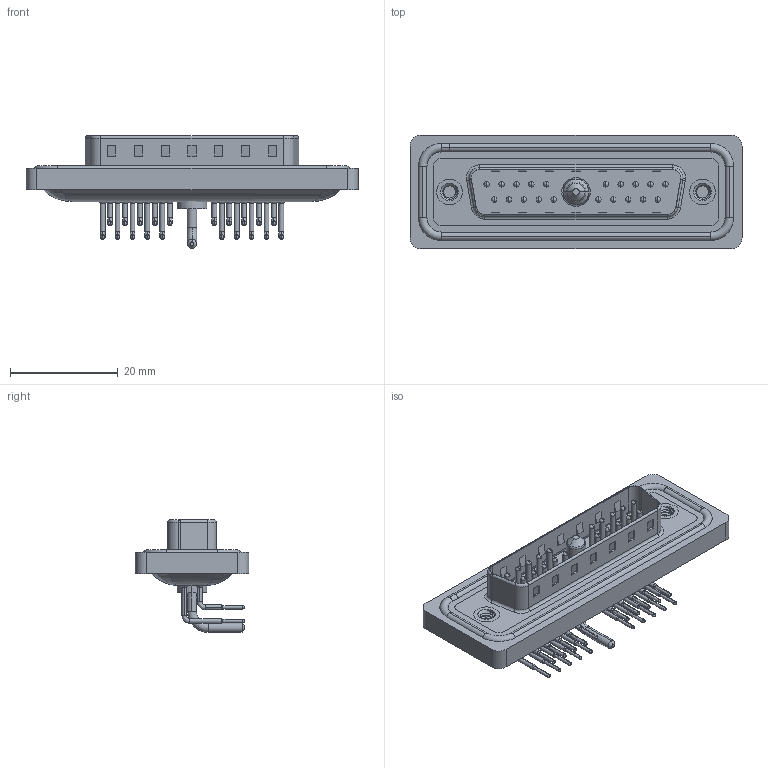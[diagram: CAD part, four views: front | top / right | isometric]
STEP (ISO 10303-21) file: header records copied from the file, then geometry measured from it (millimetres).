
FILE_DESCRIPTION (( 'STEP AP203' ), '1' );
FILE_NAME ('629W21W1140-1N2.STEP', '2024-04-11T17:23:26', ( '' ), ( '' ), 'SwSTEP 2.0', 'SolidWorks 2023', '' );
FILE_SCHEMA (( 'CONFIG_CONTROL_DESIGN' ));
Length unit declared in the file: millimetre
Products named in the file (9): 629W21W1140-1N2; Power Pin_10A RA; 629Combo Waterproof Housing_25 Contacts; 629Combo Housing_21W1; 629Combo Contact Row 1; 629Combo Shell Rear_25 Contacts; 629Combo Contact Row 2; 629Combo Threaded Rivet_2; 629Combo Shell Front_25 Contacts
Assembly tree (27 placements, depth 2):
  629W21W1140-1N2
    629Combo Housing_21W1
    629Combo Shell Rear_25 Contacts
    629Combo Shell Front_25 Contacts
    629Combo Waterproof Housing_25 Contacts
    629Combo Threaded Rivet_2  x2
    Power Pin_10A RA
    629Combo Contact Row 1  x10
    629Combo Contact Row 2  x10
Bounding box: 61.75 x 21.1 x 20.95 mm (x, y, z)
Volume: 7370.8 mm3; surface area: 12670.3 mm2
Topology: 29 solids, 29 shells, 2726 faces, 7549 edges, 4897 vertices
Faces by surface type: plane 1499, cylinder 929, bspline 131, cone 99, torus 68
Entity records: 29548 total; most frequent: CARTESIAN_POINT 6572, DIRECTION 4698, ORIENTED_EDGE 4360, EDGE_CURVE 2180, AXIS2_PLACEMENT_3D 1722, VERTEX_POINT 1407, LINE 1254, VECTOR 1254
